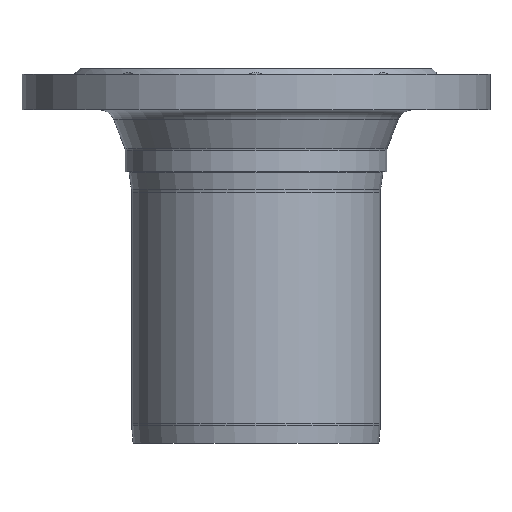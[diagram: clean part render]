
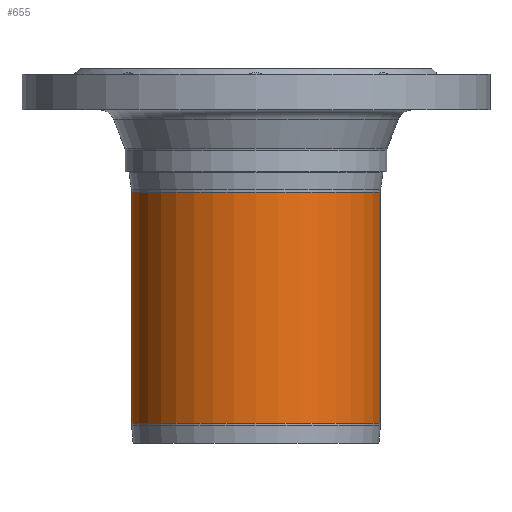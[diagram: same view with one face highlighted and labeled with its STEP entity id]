
A CAD part, front view. The second image highlights one B-rep face of the part: STEP entity #655.
In plain terms, the highlighted cylindrical face has radius 665 mm (diameter 1330 mm), a full revolution.
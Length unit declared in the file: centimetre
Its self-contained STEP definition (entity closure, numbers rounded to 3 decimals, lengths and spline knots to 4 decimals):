
#72=LINE('',#1281,#93);
#93=VECTOR('',#967,66.5);
#109=CYLINDRICAL_SURFACE('',#751,66.5);
#135=FACE_OUTER_BOUND('',#178,.T.);
#178=EDGE_LOOP('',(#592,#593,#594,#595,#596,#597));
#243=CIRCLE('',#749,66.5);
#244=CIRCLE('',#750,66.5);
#245=CIRCLE('',#752,66.5);
#246=CIRCLE('',#753,66.5);
#311=VERTEX_POINT('',#1271);
#312=VERTEX_POINT('',#1273);
#313=VERTEX_POINT('',#1277);
#314=VERTEX_POINT('',#1278);
#406=EDGE_CURVE('',#312,#311,#243,.T.);
#407=EDGE_CURVE('',#311,#312,#244,.T.);
#408=EDGE_CURVE('',#313,#314,#245,.T.);
#409=EDGE_CURVE('',#314,#313,#246,.T.);
#410=EDGE_CURVE('',#314,#312,#72,.T.);
#592=ORIENTED_EDGE('',*,*,#408,.F.);
#593=ORIENTED_EDGE('',*,*,#409,.F.);
#594=ORIENTED_EDGE('',*,*,#410,.T.);
#595=ORIENTED_EDGE('',*,*,#406,.T.);
#596=ORIENTED_EDGE('',*,*,#407,.T.);
#597=ORIENTED_EDGE('',*,*,#410,.F.);
#655=ADVANCED_FACE('',(#135),#109,.T.);
#749=AXIS2_PLACEMENT_3D('',#1274,#957,#958);
#750=AXIS2_PLACEMENT_3D('',#1275,#959,#960);
#751=AXIS2_PLACEMENT_3D('',#1276,#961,#962);
#752=AXIS2_PLACEMENT_3D('',#1279,#963,#964);
#753=AXIS2_PLACEMENT_3D('',#1280,#965,#966);
#957=DIRECTION('center_axis',(0.,0.,-1.));
#958=DIRECTION('ref_axis',(1.,0.,0.));
#959=DIRECTION('center_axis',(0.,0.,-1.));
#960=DIRECTION('ref_axis',(1.,0.,0.));
#961=DIRECTION('center_axis',(0.,0.,-1.));
#962=DIRECTION('ref_axis',(-1.,0.,0.));
#963=DIRECTION('center_axis',(0.,0.,-1.));
#964=DIRECTION('ref_axis',(1.,0.,0.));
#965=DIRECTION('center_axis',(0.,0.,-1.));
#966=DIRECTION('ref_axis',(1.,0.,0.));
#967=DIRECTION('',(0.,0.,1.));
#1271=CARTESIAN_POINT('',(701.5113,88.5351,125.7096));
#1273=CARTESIAN_POINT('',(768.0113,155.0351,125.7096));
#1274=CARTESIAN_POINT('Origin',(701.5113,155.0351,125.7096));
#1275=CARTESIAN_POINT('Origin',(701.5113,155.0351,125.7096));
#1276=CARTESIAN_POINT('Origin',(701.5113,155.0351,63.9856));
#1277=CARTESIAN_POINT('',(701.5113,88.5351,2.2616));
#1278=CARTESIAN_POINT('',(768.0113,155.0351,2.2616));
#1279=CARTESIAN_POINT('Origin',(701.5113,155.0351,2.2616));
#1280=CARTESIAN_POINT('Origin',(701.5113,155.0351,2.2616));
#1281=CARTESIAN_POINT('',(768.0113,155.0351,63.9856));
